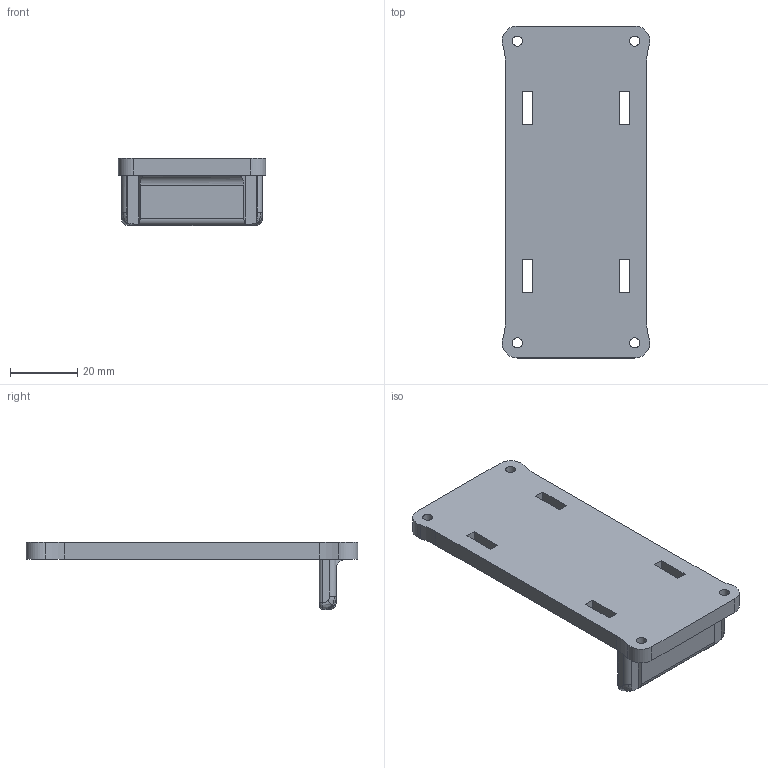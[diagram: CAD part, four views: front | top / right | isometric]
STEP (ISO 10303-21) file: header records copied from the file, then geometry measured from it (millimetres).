
FILE_DESCRIPTION(/* description */ (''),/* implementation_level */ '2;1');
FILE_NAME(/* name */ 'Battery Holder v3.step',/* time_stamp */ '2022-01-19T17:30:46+02:00',/* author */ (''),/* organization */ (''),/* preprocessor_version */ 'ST-DEVELOPER v18.1',/* originating_system */ 'Autodesk Translation Framework v10.10.0.1391',/* authorisation */ '');
FILE_SCHEMA (('AUTOMOTIVE_DESIGN { 1 0 10303 214 3 1 1 }'));
Length unit declared in the file: millimetre
Products named in the file (1): Battery Holder
Bounding box: 43.99 x 99 x 20 mm (x, y, z)
Volume: 22602.4 mm3; surface area: 11430.6 mm2
Topology: 1 solids, 1 shells, 87 faces, 235 edges, 151 vertices
Faces by surface type: plane 55, cylinder 19, bspline 13
Full cylindrical faces by diameter (mm): 3 x4
Entity records: 3196 total; most frequent: CARTESIAN_POINT 968, ORIENTED_EDGE 468, DIRECTION 421, EDGE_CURVE 234, LINE 161, VECTOR 161, VERTEX_POINT 152, AXIS2_PLACEMENT_3D 130
